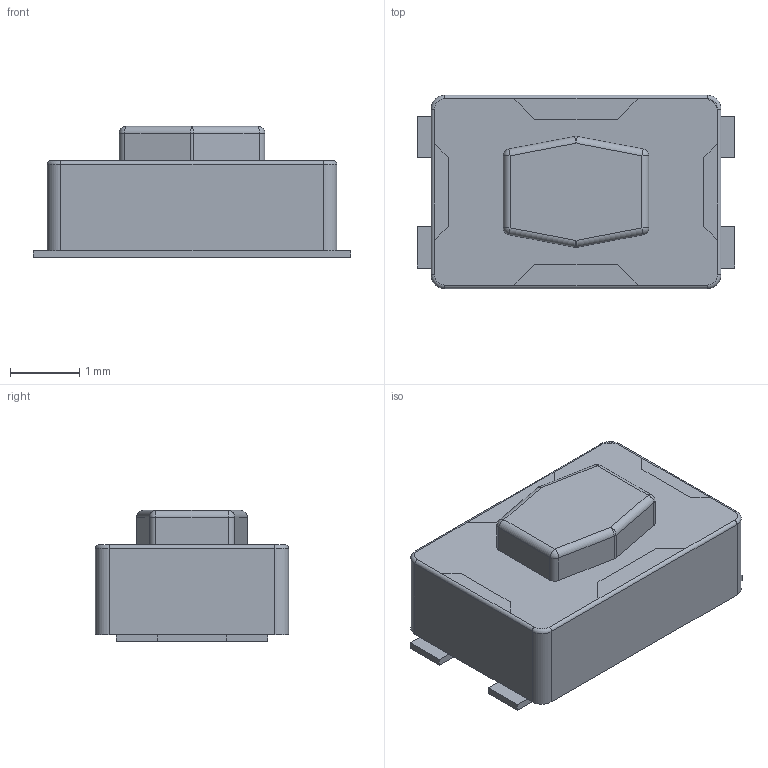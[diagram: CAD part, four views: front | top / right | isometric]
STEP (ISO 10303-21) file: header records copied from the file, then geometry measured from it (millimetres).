
FILE_DESCRIPTION(('FreeCAD Model'),'2;1');
FILE_NAME('Open CASCADE Shape Model','2025-02-20T16:00:48',(''),(''), 'Open CASCADE STEP processor 7.6','FreeCAD','Unknown');
FILE_SCHEMA(('AP242_MANAGED_MODEL_BASED_3D_ENGINEERING_MIM_LF. {1 0 10303 442 1 1 4 }'));
Length unit declared in the file: millimetre
Products named in the file (4): Unnamed; Body002; Body001; Body
Assembly tree (3 placements, depth 2):
  Unnamed
    Body002
    Body001
    Body
Bounding box: 4.6 x 2.8 x 1.9 mm (x, y, z)
Volume: 17.6 mm3; surface area: 80.9 mm2
Topology: 3 solids, 3 shells, 124 faces, 313 edges, 190 vertices
Faces by surface type: plane 80, cylinder 34, sphere 6, torus 4
Entity records: 3704 total; most frequent: DIRECTION 632, CARTESIAN_POINT 625, ORIENTED_EDGE 614, EDGE_CURVE 307, LINE 238, VECTOR 238, AXIS2_PLACEMENT_3D 197, VERTEX_POINT 190
